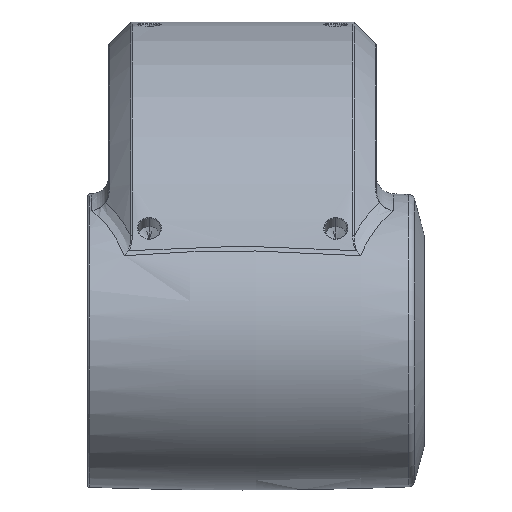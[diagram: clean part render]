
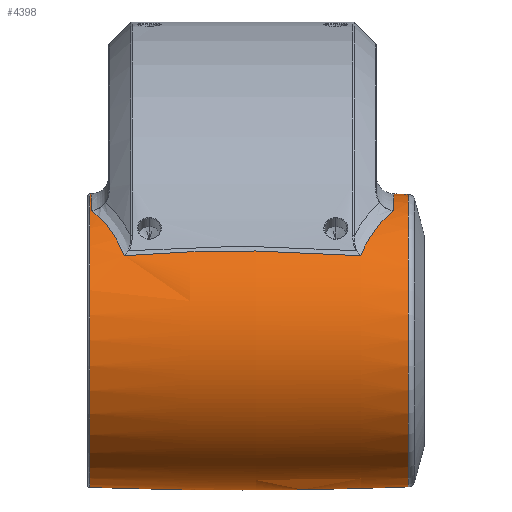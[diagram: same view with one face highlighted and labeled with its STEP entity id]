
A CAD part, top view. The second image highlights one B-rep face of the part: STEP entity #4398.
In plain terms, the highlighted toroidal (fillet/blend) face has major radius 1859.58 mm and minor radius 1926.08 mm.
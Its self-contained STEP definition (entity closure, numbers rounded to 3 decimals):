
#29 = CARTESIAN_POINT ( 'NONE',  ( -53.495, 39.972, 52.286 ) ) ;
#63 = CARTESIAN_POINT ( 'NONE',  ( -64.288, 55.477, 34.776 ) ) ;
#65 = CARTESIAN_POINT ( 'NONE',  ( -68.035, 65.298, 0. ) ) ;
#97 = CARTESIAN_POINT ( 'NONE',  ( 67.221, 57.822, 30.4 ) ) ;
#106 = AXIS2_PLACEMENT_3D ( 'NONE', #1382, #1871, #5484 ) ;
#133 = CARTESIAN_POINT ( 'NONE',  ( 56.095, 45.018, 47.848 ) ) ;
#200 = DIRECTION ( 'NONE',  ( 0., -1., 0. ) ) ;
#261 = FACE_OUTER_BOUND ( 'NONE', #770, .T. ) ;
#300 = CIRCLE ( 'NONE', #4001, 1926.083 ) ;
#314 = CARTESIAN_POINT ( 'NONE',  ( 52.595, 37.73, 53.886 ) ) ;
#366 = VERTEX_POINT ( 'NONE', #2109 ) ;
#410 = DIRECTION ( 'NONE',  ( -1., 0., 0. ) ) ;
#469 = CARTESIAN_POINT ( 'NONE',  ( 0., -1859.583, 0. ) ) ;
#474 = DIRECTION ( 'NONE',  ( -1., 0., 0. ) ) ;
#487 = CARTESIAN_POINT ( 'NONE',  ( -61.558, 52.713, 38.988 ) ) ;
#494 = VERTEX_POINT ( 'NONE', #4601 ) ;
#519 = CARTESIAN_POINT ( 'NONE',  ( -56.095, 45.018, 47.848 ) ) ;
#540 = VERTEX_POINT ( 'NONE', #3741 ) ;
#651 = CARTESIAN_POINT ( 'NONE',  ( 61.558, 52.713, 38.988 ) ) ;
#770 = EDGE_LOOP ( 'NONE', ( #4037, #3185, #2869, #3666, #4359, #1016, #1231, #2965, #1448, #901 ) ) ;
#818 = EDGE_CURVE ( 'NONE', #1316, #540, #4013, .T. ) ;
#901 = ORIENTED_EDGE ( 'NONE', *, *, #4086, .F. ) ;
#904 = DIRECTION ( 'NONE',  ( 0., -1., 0. ) ) ;
#1010 = CARTESIAN_POINT ( 'NONE',  ( -58.415, 48.676, 44.018 ) ) ;
#1016 = ORIENTED_EDGE ( 'NONE', *, *, #4534, .T. ) ;
#1071 = DIRECTION ( 'NONE',  ( 0., 1., 0. ) ) ;
#1083 = CIRCLE ( 'NONE', #106, 1926.083 ) ;
#1141 = CARTESIAN_POINT ( 'NONE',  ( 53.495, 39.972, 52.286 ) ) ;
#1176 = AXIS2_PLACEMENT_3D ( 'NONE', #4444, #4934, #200 ) ;
#1209 = CARTESIAN_POINT ( 'NONE',  ( 67.221, 0., 0. ) ) ;
#1231 = ORIENTED_EDGE ( 'NONE', *, *, #5106, .T. ) ;
#1316 = VERTEX_POINT ( 'NONE', #4131 ) ;
#1350 = CARTESIAN_POINT ( 'NONE',  ( -52.595, 37.73, 53.886 ) ) ;
#1382 = CARTESIAN_POINT ( 'NONE',  ( 0., 1859.583, 0. ) ) ;
#1435 = CARTESIAN_POINT ( 'NONE',  ( -67.221, 57.822, 30.4 ) ) ;
#1448 = ORIENTED_EDGE ( 'NONE', *, *, #4613, .T. ) ;
#1471 = CARTESIAN_POINT ( 'NONE',  ( 0., -1859.583, 0. ) ) ;
#1528 = CARTESIAN_POINT ( 'NONE',  ( -57.816, 47.799, 44.995 ) ) ;
#1723 = CARTESIAN_POINT ( 'NONE',  ( 17.555, 39.682, 53.289 ) ) ;
#1871 = DIRECTION ( 'NONE',  ( 0., 0., -1. ) ) ;
#1887 = AXIS2_PLACEMENT_3D ( 'NONE', #5094, #474, #904 ) ;
#1954 = TOROIDAL_SURFACE ( 'NONE', #1176, -1859.583, 1926.083 ) ;
#1961 = CARTESIAN_POINT ( 'NONE',  ( 52.595, 37.73, 53.886 ) ) ;
#1988 = CARTESIAN_POINT ( 'NONE',  ( -54.483, 42.071, 50.573 ) ) ;
#2109 = CARTESIAN_POINT ( 'NONE',  ( -67.221, 57.822, 30.4 ) ) ;
#2210 = CARTESIAN_POINT ( 'NONE',  ( 43.846, 38.457, 53.669 ) ) ;
#2239 = CARTESIAN_POINT ( 'NONE',  ( -8.782, 39.854, 53.235 ) ) ;
#2334 = DIRECTION ( 'NONE',  ( 0., -1., 0. ) ) ;
#2387 = CARTESIAN_POINT ( 'NONE',  ( -60.261, 51.19, 41.038 ) ) ;
#2426 = CIRCLE ( 'NONE', #2802, 1926.083 ) ;
#2461 = AXIS2_PLACEMENT_3D ( 'NONE', #1209, #4009, #3069 ) ;
#2493 = VERTEX_POINT ( 'NONE', #65 ) ;
#2518 = VERTEX_POINT ( 'NONE', #3755 ) ;
#2678 = B_SPLINE_CURVE_WITH_KNOTS ( 'NONE', 3,
 ( #4248, #29, #1988, #519, #4739, #1528, #1010, #2387, #487, #63, #3390, #1435 ),
 .UNSPECIFIED., .F., .F.,
 ( 4, 2, 2, 2, 2, 4 ),
 ( 0., 0.009, 0.013, 0.017, 0.026, 0.035 ),
 .UNSPECIFIED. ) ;
#2751 = VERTEX_POINT ( 'NONE', #3220 ) ;
#2802 = AXIS2_PLACEMENT_3D ( 'NONE', #1471, #5786, #5754 ) ;
#2869 = ORIENTED_EDGE ( 'NONE', *, *, #5547, .T. ) ;
#2932 = CARTESIAN_POINT ( 'NONE',  ( 56.655, 45.967, 46.914 ) ) ;
#2940 = AXIS2_PLACEMENT_3D ( 'NONE', #5461, #410, #5517 ) ;
#2965 = ORIENTED_EDGE ( 'NONE', *, *, #4027, .T. ) ;
#3069 = DIRECTION ( 'NONE',  ( 0., 0., 1. ) ) ;
#3185 = ORIENTED_EDGE ( 'NONE', *, *, #3261, .T. ) ;
#3220 = CARTESIAN_POINT ( 'NONE',  ( -68.035, -65.298, 0. ) ) ;
#3261 = EDGE_CURVE ( 'NONE', #3522, #2518, #2426, .T. ) ;
#3263 = DIRECTION ( 'NONE',  ( 1., 0., 0. ) ) ;
#3327 = CARTESIAN_POINT ( 'NONE',  ( -68.035, 0., 0. ) ) ;
#3340 = B_SPLINE_CURVE_WITH_KNOTS ( 'NONE', 3,
 ( #314, #2210, #4101, #1723, #5544, #2239, #4591, #5029, #5458, #1350 ),
 .UNSPECIFIED., .F., .F.,
 ( 4, 2, 2, 2, 4 ),
 ( 0., 0.026, 0.053, 0.079, 0.105 ),
 .UNSPECIFIED. ) ;
#3390 = CARTESIAN_POINT ( 'NONE',  ( -65.72, 56.718, 32.613 ) ) ;
#3455 = CARTESIAN_POINT ( 'NONE',  ( 58.415, 48.676, 44.018 ) ) ;
#3522 = VERTEX_POINT ( 'NONE', #5098 ) ;
#3666 = ORIENTED_EDGE ( 'NONE', *, *, #818, .T. ) ;
#3741 = CARTESIAN_POINT ( 'NONE',  ( 52.595, 37.73, 53.886 ) ) ;
#3755 = CARTESIAN_POINT ( 'NONE',  ( 67.221, 65.327, 0. ) ) ;
#3915 = CARTESIAN_POINT ( 'NONE',  ( 57.816, 47.799, 44.995 ) ) ;
#3939 = EDGE_CURVE ( 'NONE', #540, #494, #3340, .T. ) ;
#4001 = AXIS2_PLACEMENT_3D ( 'NONE', #469, #5611, #2334 ) ;
#4009 = DIRECTION ( 'NONE',  ( 1., 0., 0. ) ) ;
#4013 = B_SPLINE_CURVE_WITH_KNOTS ( 'NONE', 3,
 ( #97, #5726, #5266, #651, #4745, #3455, #3915, #2932, #133, #5329, #1141, #1961 ),
 .UNSPECIFIED., .F., .F.,
 ( 4, 2, 2, 2, 2, 4 ),
 ( 0., 0.009, 0.017, 0.021, 0.026, 0.034 ),
 .UNSPECIFIED. ) ;
#4027 = EDGE_CURVE ( 'NONE', #5567, #2493, #300, .T. ) ;
#4037 = ORIENTED_EDGE ( 'NONE', *, *, #6025, .T. ) ;
#4086 = EDGE_CURVE ( 'NONE', #4722, #2751, #1083, .T. ) ;
#4101 = CARTESIAN_POINT ( 'NONE',  ( 35.088, 38.983, 53.506 ) ) ;
#4131 = CARTESIAN_POINT ( 'NONE',  ( 67.221, 57.822, 30.4 ) ) ;
#4193 = CIRCLE ( 'NONE', #5570, 65.298 ) ;
#4207 = CIRCLE ( 'NONE', #2461, 65.327 ) ;
#4248 = CARTESIAN_POINT ( 'NONE',  ( -52.595, 37.73, 53.886 ) ) ;
#4359 = ORIENTED_EDGE ( 'NONE', *, *, #3939, .T. ) ;
#4398 = ADVANCED_FACE ( 'NONE', ( #261 ), #1954, .T. ) ;
#4444 = CARTESIAN_POINT ( 'NONE',  ( 0., 0., 0. ) ) ;
#4534 = EDGE_CURVE ( 'NONE', #494, #366, #2678, .T. ) ;
#4591 = CARTESIAN_POINT ( 'NONE',  ( -17.555, 39.682, 53.289 ) ) ;
#4601 = CARTESIAN_POINT ( 'NONE',  ( -52.595, 37.73, 53.886 ) ) ;
#4613 = EDGE_CURVE ( 'NONE', #2493, #2751, #4193, .T. ) ;
#4722 = VERTEX_POINT ( 'NONE', #5356 ) ;
#4739 = CARTESIAN_POINT ( 'NONE',  ( -56.655, 45.967, 46.914 ) ) ;
#4745 = CARTESIAN_POINT ( 'NONE',  ( 60.261, 51.19, 41.038 ) ) ;
#4934 = DIRECTION ( 'NONE',  ( -1., 0., 0. ) ) ;
#5029 = CARTESIAN_POINT ( 'NONE',  ( -35.088, 38.983, 53.506 ) ) ;
#5092 = CIRCLE ( 'NONE', #2940, 65.327 ) ;
#5094 = CARTESIAN_POINT ( 'NONE',  ( 73.794, 0., 0. ) ) ;
#5098 = CARTESIAN_POINT ( 'NONE',  ( 73.794, 65.086, 0. ) ) ;
#5106 = EDGE_CURVE ( 'NONE', #366, #5567, #5092, .T. ) ;
#5266 = CARTESIAN_POINT ( 'NONE',  ( 64.288, 55.477, 34.776 ) ) ;
#5329 = CARTESIAN_POINT ( 'NONE',  ( 54.483, 42.071, 50.573 ) ) ;
#5356 = CARTESIAN_POINT ( 'NONE',  ( 73.794, -65.086, 0. ) ) ;
#5458 = CARTESIAN_POINT ( 'NONE',  ( -43.846, 38.457, 53.669 ) ) ;
#5461 = CARTESIAN_POINT ( 'NONE',  ( -67.221, 0., 0. ) ) ;
#5484 = DIRECTION ( 'NONE',  ( -1., 0., 0. ) ) ;
#5517 = DIRECTION ( 'NONE',  ( 0., 0., -1. ) ) ;
#5544 = CARTESIAN_POINT ( 'NONE',  ( 8.782, 39.854, 53.235 ) ) ;
#5547 = EDGE_CURVE ( 'NONE', #2518, #1316, #4207, .T. ) ;
#5567 = VERTEX_POINT ( 'NONE', #5796 ) ;
#5570 = AXIS2_PLACEMENT_3D ( 'NONE', #3327, #3263, #1071 ) ;
#5611 = DIRECTION ( 'NONE',  ( 0., 0., 1. ) ) ;
#5726 = CARTESIAN_POINT ( 'NONE',  ( 65.72, 56.718, 32.613 ) ) ;
#5754 = DIRECTION ( 'NONE',  ( 0., -1., 0. ) ) ;
#5786 = DIRECTION ( 'NONE',  ( 0., 0., 1. ) ) ;
#5796 = CARTESIAN_POINT ( 'NONE',  ( -67.221, 65.327, 0. ) ) ;
#5797 = CIRCLE ( 'NONE', #1887, 65.086 ) ;
#6025 = EDGE_CURVE ( 'NONE', #4722, #3522, #5797, .T. ) ;
